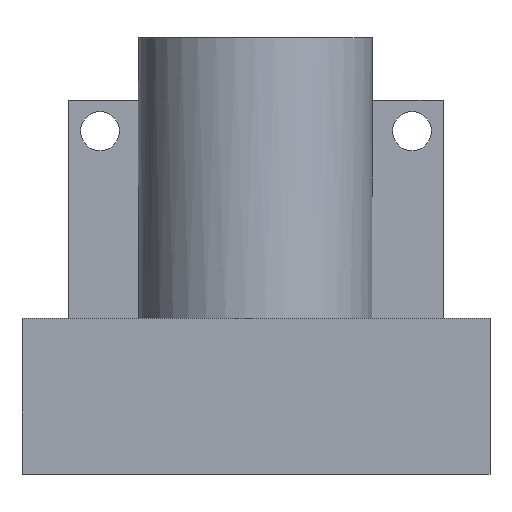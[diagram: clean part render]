
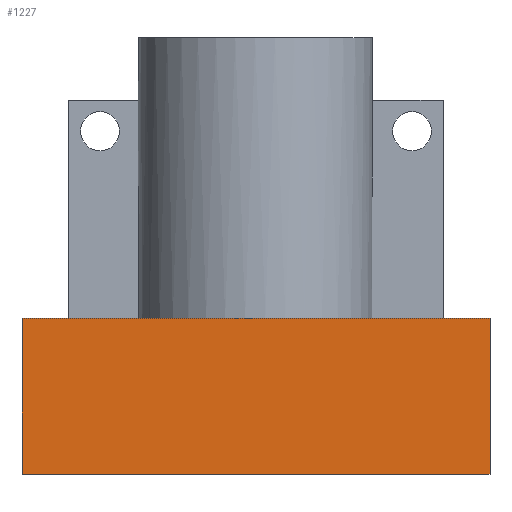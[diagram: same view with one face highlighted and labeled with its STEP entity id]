
A CAD part, front view. The second image highlights one B-rep face of the part: STEP entity #1227.
In plain terms, the highlighted planar face has unit normal (0, -1, 0).
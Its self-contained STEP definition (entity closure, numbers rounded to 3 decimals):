
#55=PLANE('',#1331);
#122=FACE_OUTER_BOUND('',#197,.T.);
#197=EDGE_LOOP('',(#1126,#1127,#1128,#1129));
#325=LINE('',#2431,#427);
#332=LINE('',#2446,#434);
#339=LINE('',#2460,#441);
#377=LINE('',#4634,#479);
#427=VECTOR('',#1472,10.);
#434=VECTOR('',#1485,10.);
#441=VECTOR('',#1494,10.);
#479=VECTOR('',#1602,10.);
#560=VERTEX_POINT('',#2428);
#561=VERTEX_POINT('',#2430);
#566=VERTEX_POINT('',#2444);
#572=VERTEX_POINT('',#2458);
#702=EDGE_CURVE('',#560,#561,#325,.T.);
#710=EDGE_CURVE('',#560,#566,#332,.T.);
#717=EDGE_CURVE('',#572,#566,#339,.T.);
#776=EDGE_CURVE('',#561,#572,#377,.T.);
#1126=ORIENTED_EDGE('',*,*,#710,.T.);
#1127=ORIENTED_EDGE('',*,*,#717,.F.);
#1128=ORIENTED_EDGE('',*,*,#776,.F.);
#1129=ORIENTED_EDGE('',*,*,#702,.F.);
#1227=ADVANCED_FACE('',(#122),#55,.T.);
#1331=AXIS2_PLACEMENT_3D('',#4633,#1600,#1601);
#1472=DIRECTION('',(-1.,0.,0.));
#1485=DIRECTION('',(0.,0.,1.));
#1494=DIRECTION('',(1.,0.,0.));
#1600=DIRECTION('center_axis',(0.,-1.,0.));
#1601=DIRECTION('ref_axis',(1.,0.,0.));
#1602=DIRECTION('',(0.,0.,1.));
#2428=CARTESIAN_POINT('',(31.474,-61.03,-5.));
#2430=CARTESIAN_POINT('',(1.474,-61.03,-5.));
#2431=CARTESIAN_POINT('',(31.474,-61.03,-5.));
#2444=CARTESIAN_POINT('',(31.474,-61.03,5.));
#2446=CARTESIAN_POINT('',(31.474,-61.03,0.));
#2458=CARTESIAN_POINT('',(1.474,-61.03,5.));
#2460=CARTESIAN_POINT('',(1.474,-61.03,5.));
#4633=CARTESIAN_POINT('Origin',(1.474,-61.03,0.));
#4634=CARTESIAN_POINT('',(1.474,-61.03,0.));
